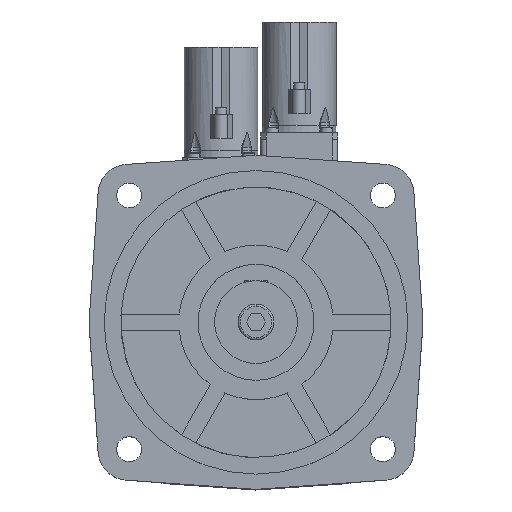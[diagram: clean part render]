
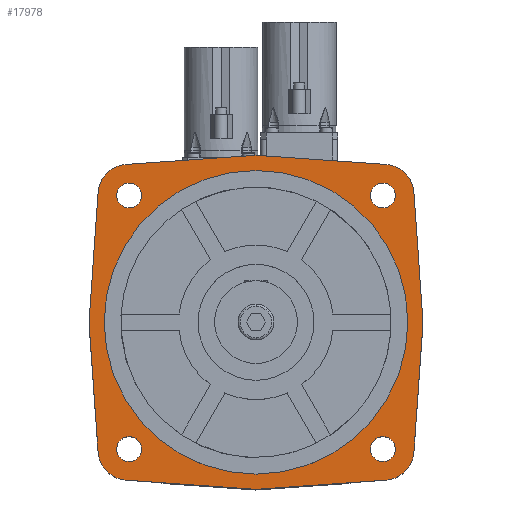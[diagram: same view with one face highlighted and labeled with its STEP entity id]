
A CAD part, top view. The second image highlights one B-rep face of the part: STEP entity #17978.
In plain terms, the highlighted planar face has unit normal (0, 0, 1).
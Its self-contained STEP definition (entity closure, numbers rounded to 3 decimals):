
#446=CARTESIAN_POINT('',(-46.24,46.24,0.));
#447=DIRECTION('',(0.,0.,1.));
#448=DIRECTION('',(-0.07,0.998,0.));
#449=AXIS2_PLACEMENT_3D('',#446,#447,#448);
#451=DIRECTION('',(-0.998,-0.07,0.));
#452=VECTOR('',#451,47.122);
#453=CARTESIAN_POINT('',(0.,60.5,0.));
#454=LINE('',#453,#452);
#455=DIRECTION('',(-0.998,0.07,0.));
#456=VECTOR('',#455,47.122);
#457=CARTESIAN_POINT('',(47.007,57.213,0.));
#458=LINE('',#457,#456);
#459=CARTESIAN_POINT('',(46.24,46.24,0.));
#460=DIRECTION('',(0.,0.,1.));
#461=DIRECTION('',(0.998,0.07,0.));
#462=AXIS2_PLACEMENT_3D('',#459,#460,#461);
#464=DIRECTION('',(-0.07,0.998,0.));
#465=VECTOR('',#464,47.122);
#466=CARTESIAN_POINT('',(60.5,0.,0.));
#467=LINE('',#466,#465);
#468=DIRECTION('',(0.07,0.998,0.));
#469=VECTOR('',#468,47.122);
#470=CARTESIAN_POINT('',(57.213,-47.007,0.));
#471=LINE('',#470,#469);
#472=CARTESIAN_POINT('',(46.24,-46.24,0.));
#473=DIRECTION('',(0.,0.,1.));
#474=DIRECTION('',(0.07,-0.998,0.));
#475=AXIS2_PLACEMENT_3D('',#472,#473,#474);
#477=DIRECTION('',(0.998,0.07,0.));
#478=VECTOR('',#477,47.122);
#479=CARTESIAN_POINT('',(0.,-60.5,0.));
#480=LINE('',#479,#478);
#481=DIRECTION('',(0.998,-0.07,0.));
#482=VECTOR('',#481,47.122);
#483=CARTESIAN_POINT('',(-47.007,-57.213,0.));
#484=LINE('',#483,#482);
#485=CARTESIAN_POINT('',(-46.24,-46.24,0.));
#486=DIRECTION('',(0.,0.,1.));
#487=DIRECTION('',(-0.998,-0.07,0.));
#488=AXIS2_PLACEMENT_3D('',#485,#486,#487);
#490=DIRECTION('',(0.07,-0.998,0.));
#491=VECTOR('',#490,47.122);
#492=CARTESIAN_POINT('',(-60.5,0.,0.));
#493=LINE('',#492,#491);
#494=DIRECTION('',(-0.07,-0.998,0.));
#495=VECTOR('',#494,47.122);
#496=CARTESIAN_POINT('',(-57.213,47.007,0.));
#497=LINE('',#496,#495);
#498=CARTESIAN_POINT('',(0.,0.,0.));
#499=DIRECTION('',(0.,0.,1.));
#500=DIRECTION('',(1.,0.,0.));
#501=AXIS2_PLACEMENT_3D('',#498,#499,#500);
#503=CARTESIAN_POINT('',(0.,0.,0.));
#504=DIRECTION('',(0.,0.,1.));
#505=DIRECTION('',(-1.,0.,0.));
#506=AXIS2_PLACEMENT_3D('',#503,#504,#505);
#508=CARTESIAN_POINT('',(45.962,45.962,0.));
#509=DIRECTION('',(0.,0.,1.));
#510=DIRECTION('',(0.707,0.707,0.));
#511=AXIS2_PLACEMENT_3D('',#508,#509,#510);
#513=CARTESIAN_POINT('',(45.962,45.962,0.));
#514=DIRECTION('',(0.,0.,1.));
#515=DIRECTION('',(-0.707,-0.707,0.));
#516=AXIS2_PLACEMENT_3D('',#513,#514,#515);
#518=CARTESIAN_POINT('',(-45.962,45.962,0.));
#519=DIRECTION('',(0.,0.,1.));
#520=DIRECTION('',(-0.707,0.707,0.));
#521=AXIS2_PLACEMENT_3D('',#518,#519,#520);
#523=CARTESIAN_POINT('',(-45.962,45.962,0.));
#524=DIRECTION('',(0.,0.,1.));
#525=DIRECTION('',(0.707,-0.707,0.));
#526=AXIS2_PLACEMENT_3D('',#523,#524,#525);
#528=CARTESIAN_POINT('',(-45.962,-45.962,0.));
#529=DIRECTION('',(0.,0.,1.));
#530=DIRECTION('',(-0.707,-0.707,0.));
#531=AXIS2_PLACEMENT_3D('',#528,#529,#530);
#533=CARTESIAN_POINT('',(-45.962,-45.962,0.));
#534=DIRECTION('',(0.,0.,1.));
#535=DIRECTION('',(0.707,0.707,0.));
#536=AXIS2_PLACEMENT_3D('',#533,#534,#535);
#538=CARTESIAN_POINT('',(45.962,-45.962,0.));
#539=DIRECTION('',(0.,0.,1.));
#540=DIRECTION('',(0.707,-0.707,0.));
#541=AXIS2_PLACEMENT_3D('',#538,#539,#540);
#543=CARTESIAN_POINT('',(45.962,-45.962,0.));
#544=DIRECTION('',(0.,0.,1.));
#545=DIRECTION('',(-0.707,0.707,0.));
#546=AXIS2_PLACEMENT_3D('',#543,#544,#545);
#14864=CARTESIAN_POINT('',(-47.007,57.213,0.));
#14865=CARTESIAN_POINT('',(-57.213,47.007,0.));
#14866=VERTEX_POINT('',#14864);
#14867=VERTEX_POINT('',#14865);
#14868=CARTESIAN_POINT('',(-60.5,0.,0.));
#14869=VERTEX_POINT('',#14868);
#14870=CARTESIAN_POINT('',(-57.213,-47.007,0.));
#14871=VERTEX_POINT('',#14870);
#14872=CARTESIAN_POINT('',(-47.007,-57.213,0.));
#14873=VERTEX_POINT('',#14872);
#14874=CARTESIAN_POINT('',(0.,-60.5,0.));
#14875=VERTEX_POINT('',#14874);
#14876=CARTESIAN_POINT('',(47.007,-57.213,0.));
#14877=VERTEX_POINT('',#14876);
#14878=CARTESIAN_POINT('',(57.213,-47.007,0.));
#14879=VERTEX_POINT('',#14878);
#14880=CARTESIAN_POINT('',(60.5,0.,0.));
#14881=VERTEX_POINT('',#14880);
#14882=CARTESIAN_POINT('',(57.213,47.007,0.));
#14883=VERTEX_POINT('',#14882);
#14884=CARTESIAN_POINT('',(47.007,57.213,0.));
#14885=VERTEX_POINT('',#14884);
#14886=CARTESIAN_POINT('',(0.,60.5,0.));
#14887=VERTEX_POINT('',#14886);
#15092=CARTESIAN_POINT('',(55.,0.,0.));
#15093=CARTESIAN_POINT('',(-55.,0.,0.));
#15094=VERTEX_POINT('',#15092);
#15095=VERTEX_POINT('',#15093);
#15100=CARTESIAN_POINT('',(49.144,49.144,0.));
#15101=CARTESIAN_POINT('',(42.78,42.78,0.));
#15102=VERTEX_POINT('',#15100);
#15103=VERTEX_POINT('',#15101);
#15108=CARTESIAN_POINT('',(-49.144,49.144,0.));
#15109=CARTESIAN_POINT('',(-42.78,42.78,0.));
#15110=VERTEX_POINT('',#15108);
#15111=VERTEX_POINT('',#15109);
#15116=CARTESIAN_POINT('',(-49.144,-49.144,0.));
#15117=CARTESIAN_POINT('',(-42.78,-42.78,0.));
#15118=VERTEX_POINT('',#15116);
#15119=VERTEX_POINT('',#15117);
#15124=CARTESIAN_POINT('',(49.144,-49.144,0.));
#15125=CARTESIAN_POINT('',(42.78,-42.78,0.));
#15126=VERTEX_POINT('',#15124);
#15127=VERTEX_POINT('',#15125);
#17929=CARTESIAN_POINT('',(-60.5,0.,0.));
#17930=DIRECTION('',(0.,0.,1.));
#17931=DIRECTION('',(1.,0.,0.));
#17932=AXIS2_PLACEMENT_3D('',#17929,#17930,#17931);
#17933=PLANE('',#17932);
#17934=ORIENTED_EDGE('',*,*,#17769,.F.);
#17935=ORIENTED_EDGE('',*,*,#17784,.F.);
#17936=ORIENTED_EDGE('',*,*,#17798,.F.);
#17937=ORIENTED_EDGE('',*,*,#17812,.F.);
#17938=ORIENTED_EDGE('',*,*,#17826,.F.);
#17939=ORIENTED_EDGE('',*,*,#17840,.F.);
#17940=ORIENTED_EDGE('',*,*,#17854,.F.);
#17941=ORIENTED_EDGE('',*,*,#17868,.F.);
#17942=ORIENTED_EDGE('',*,*,#17882,.F.);
#17943=ORIENTED_EDGE('',*,*,#17896,.F.);
#17944=ORIENTED_EDGE('',*,*,#17910,.F.);
#17945=ORIENTED_EDGE('',*,*,#17923,.F.);
#17946=EDGE_LOOP('',(#17934,#17935,#17936,#17937,#17938,#17939,#17940,#17941,
#17942,#17943,#17944,#17945));
#17947=FACE_OUTER_BOUND('',#17946,.F.);
#17949=ORIENTED_EDGE('',*,*,#17948,.T.);
#17951=ORIENTED_EDGE('',*,*,#17950,.T.);
#17952=EDGE_LOOP('',(#17949,#17951));
#17953=FACE_BOUND('',#17952,.F.);
#17955=ORIENTED_EDGE('',*,*,#17954,.T.);
#17957=ORIENTED_EDGE('',*,*,#17956,.T.);
#17958=EDGE_LOOP('',(#17955,#17957));
#17959=FACE_BOUND('',#17958,.F.);
#17961=ORIENTED_EDGE('',*,*,#17960,.T.);
#17963=ORIENTED_EDGE('',*,*,#17962,.T.);
#17964=EDGE_LOOP('',(#17961,#17963));
#17965=FACE_BOUND('',#17964,.F.);
#17967=ORIENTED_EDGE('',*,*,#17966,.T.);
#17969=ORIENTED_EDGE('',*,*,#17968,.T.);
#17970=EDGE_LOOP('',(#17967,#17969));
#17971=FACE_BOUND('',#17970,.F.);
#17973=ORIENTED_EDGE('',*,*,#17972,.T.);
#17975=ORIENTED_EDGE('',*,*,#17974,.T.);
#17976=EDGE_LOOP('',(#17973,#17975));
#17977=FACE_BOUND('',#17976,.F.);
#17978=ADVANCED_FACE('',(#17947,#17953,#17959,#17965,#17971,#17977),#17933,.T.);
#450=CIRCLE('',#449,11.);
#463=CIRCLE('',#462,11.);
#476=CIRCLE('',#475,11.);
#489=CIRCLE('',#488,11.);
#502=CIRCLE('',#501,55.);
#507=CIRCLE('',#506,55.);
#512=CIRCLE('',#511,4.5);
#517=CIRCLE('',#516,4.5);
#522=CIRCLE('',#521,4.5);
#527=CIRCLE('',#526,4.5);
#532=CIRCLE('',#531,4.5);
#537=CIRCLE('',#536,4.5);
#542=CIRCLE('',#541,4.5);
#547=CIRCLE('',#546,4.5);
#17769=EDGE_CURVE('',#14866,#14867,#450,.T.);
#17784=EDGE_CURVE('',#14887,#14866,#454,.T.);
#17798=EDGE_CURVE('',#14885,#14887,#458,.T.);
#17812=EDGE_CURVE('',#14883,#14885,#463,.T.);
#17826=EDGE_CURVE('',#14881,#14883,#467,.T.);
#17840=EDGE_CURVE('',#14879,#14881,#471,.T.);
#17854=EDGE_CURVE('',#14877,#14879,#476,.T.);
#17868=EDGE_CURVE('',#14875,#14877,#480,.T.);
#17882=EDGE_CURVE('',#14873,#14875,#484,.T.);
#17896=EDGE_CURVE('',#14871,#14873,#489,.T.);
#17910=EDGE_CURVE('',#14869,#14871,#493,.T.);
#17923=EDGE_CURVE('',#14867,#14869,#497,.T.);
#17948=EDGE_CURVE('',#15094,#15095,#502,.T.);
#17950=EDGE_CURVE('',#15095,#15094,#507,.T.);
#17954=EDGE_CURVE('',#15102,#15103,#512,.T.);
#17956=EDGE_CURVE('',#15103,#15102,#517,.T.);
#17960=EDGE_CURVE('',#15110,#15111,#522,.T.);
#17962=EDGE_CURVE('',#15111,#15110,#527,.T.);
#17966=EDGE_CURVE('',#15118,#15119,#532,.T.);
#17968=EDGE_CURVE('',#15119,#15118,#537,.T.);
#17972=EDGE_CURVE('',#15126,#15127,#542,.T.);
#17974=EDGE_CURVE('',#15127,#15126,#547,.T.);
